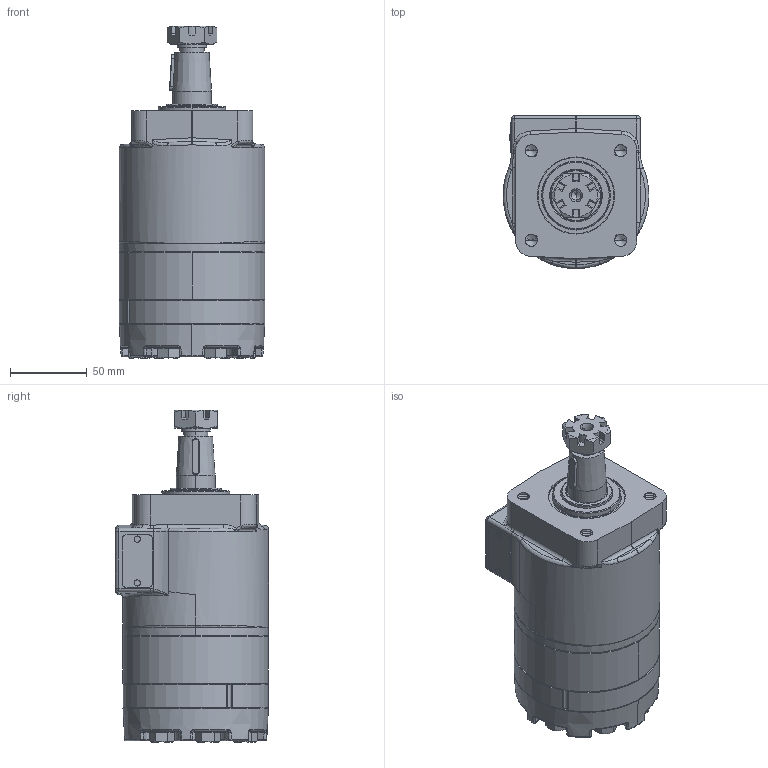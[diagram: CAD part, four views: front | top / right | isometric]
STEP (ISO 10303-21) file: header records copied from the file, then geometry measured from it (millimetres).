
FILE_DESCRIPTION((''),'2;1');
FILE_NAME('277XXXF3113AAAAAS_SW0001','2022-10-09T',('U374100'),(''),'CREO PARAMETRIC BY PTC INC, 2015480','CREO PARAMETRIC BY PTC INC, 2015480','');
FILE_SCHEMA(('CONFIG_CONTROL_DESIGN'));
Products named in the file (1): 277XXXF3113AAAAAS_SW0001
Bounding box: 95 x 99.82 x 216.56 mm (x, y, z)
Volume: 534439.6 mm3; surface area: 148969.8 mm2
Topology: 8 solids, 9 shells, 2200 faces, 6190 edges, 3978 vertices
Faces by surface type: plane 1048, cylinder 532, bspline 369, cone 155, torus 77, sphere 19
Entity records: 120190 total; most frequent: CARTESIAN_POINT 66835, ORIENTED_EDGE 12340, DIRECTION 9110, EDGE_CURVE 6170, VERTEX_POINT 3973, VECTOR 3272, LINE 3272, AXIS2_PLACEMENT_3D 2919
